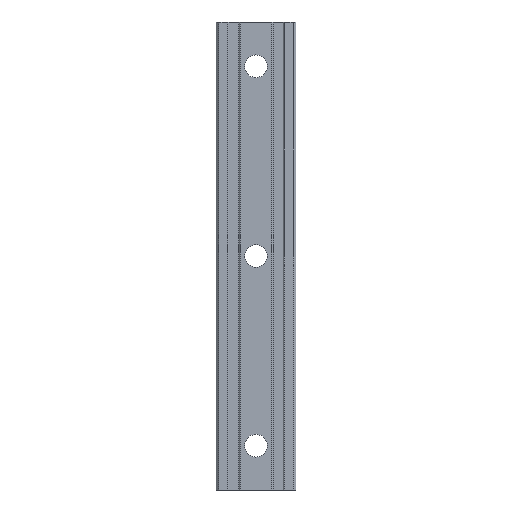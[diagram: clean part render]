
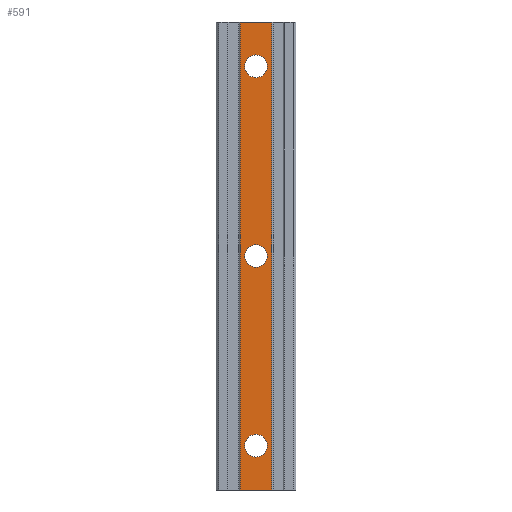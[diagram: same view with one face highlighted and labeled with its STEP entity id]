
A CAD part, front view. The second image highlights one B-rep face of the part: STEP entity #591.
In plain terms, the highlighted planar face has unit normal (0, -1, 0).
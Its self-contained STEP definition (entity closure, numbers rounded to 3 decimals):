
#170 = VERTEX_POINT ( 'NONE', #826 ) ;
#171 = EDGE_CURVE ( 'NONE', #170, #219, #825, .T. ) ;
#178 = VERTEX_POINT ( 'NONE', #884 ) ;
#202 = EDGE_CURVE ( 'NONE', #203, #495, #892, .T. ) ;
#203 = VERTEX_POINT ( 'NONE', #1034 ) ;
#219 = VERTEX_POINT ( 'NONE', #988 ) ;
#303 = VERTEX_POINT ( 'NONE', #1104 ) ;
#305 = EDGE_CURVE ( 'NONE', #306, #303, #1100, .T. ) ;
#306 = VERTEX_POINT ( 'NONE', #1102 ) ;
#344 = EDGE_CURVE ( 'NONE', #570, #178, #1189, .T. ) ;
#355 = EDGE_CURVE ( 'NONE', #495, #203, #1226, .T. ) ;
#367 = EDGE_CURVE ( 'NONE', #368, #369, #1218, .T. ) ;
#368 = VERTEX_POINT ( 'NONE', #1209 ) ;
#369 = VERTEX_POINT ( 'NONE', #1208 ) ;
#428 = EDGE_LOOP ( 'NONE', ( #429, #430 ) ) ;
#429 = ORIENTED_EDGE ( 'NONE', *, *, #355, .T. ) ;
#430 = ORIENTED_EDGE ( 'NONE', *, *, #202, .T. ) ;
#431 = EDGE_LOOP ( 'NONE', ( #432, #433, #435, #608 ) ) ;
#432 = ORIENTED_EDGE ( 'NONE', *, *, #305, .T. ) ;
#433 = ORIENTED_EDGE ( 'NONE', *, *, #434, .T. ) ;
#434 = EDGE_CURVE ( 'NONE', #303, #368, #1488, .T. ) ;
#435 = ORIENTED_EDGE ( 'NONE', *, *, #367, .T. ) ;
#458 = ORIENTED_EDGE ( 'NONE', *, *, #344, .T. ) ;
#459 = ORIENTED_EDGE ( 'NONE', *, *, #569, .T. ) ;
#495 = VERTEX_POINT ( 'NONE', #1773 ) ;
#530 = EDGE_CURVE ( 'NONE', #219, #170, #1802, .T. ) ;
#569 = EDGE_CURVE ( 'NONE', #178, #570, #1723, .T. ) ;
#570 = VERTEX_POINT ( 'NONE', #1718 ) ;
#591 = ADVANCED_FACE ( 'NONE', ( #1684, #1683, #1682, #1681 ), #1841, .T. ) ;
#592 = EDGE_LOOP ( 'NONE', ( #593, #594 ) ) ;
#593 = ORIENTED_EDGE ( 'NONE', *, *, #530, .T. ) ;
#594 = ORIENTED_EDGE ( 'NONE', *, *, #171, .T. ) ;
#595 = EDGE_LOOP ( 'NONE', ( #458, #459 ) ) ;
#608 = ORIENTED_EDGE ( 'NONE', *, *, #609, .F. ) ;
#609 = EDGE_CURVE ( 'NONE', #306, #369, #1467, .T. ) ;
#821 = DIRECTION ( 'NONE',  ( 0., 0., 1. ) ) ;
#822 = DIRECTION ( 'NONE',  ( 0., 1., 0. ) ) ;
#823 = CARTESIAN_POINT ( 'NONE',  ( 0., -53., -150. ) ) ;
#824 = AXIS2_PLACEMENT_3D ( 'NONE', #823, #822, #821 ) ;
#825 = CIRCLE ( 'NONE', #824, 9. ) ;
#826 = CARTESIAN_POINT ( 'NONE',  ( 0., -53., -159. ) ) ;
#884 = CARTESIAN_POINT ( 'NONE',  ( 0., -53., 141. ) ) ;
#887 = CARTESIAN_POINT ( 'NONE',  ( 0., -53., 0. ) ) ;
#888 = AXIS2_PLACEMENT_3D ( 'NONE', #887, #1036, #1035 ) ;
#892 = CIRCLE ( 'NONE', #888, 9. ) ;
#988 = CARTESIAN_POINT ( 'NONE',  ( 0., -53., -141. ) ) ;
#1034 = CARTESIAN_POINT ( 'NONE',  ( 0., -53., -9. ) ) ;
#1035 = DIRECTION ( 'NONE',  ( 0., 0., 1. ) ) ;
#1036 = DIRECTION ( 'NONE',  ( 0., 1., 0. ) ) ;
#1099 = CARTESIAN_POINT ( 'NONE',  ( -12.5, -53., -185. ) ) ;
#1100 = LINE ( 'NONE', #1099, #1103 ) ;
#1101 = DIRECTION ( 'NONE',  ( 0., 0., -1. ) ) ;
#1102 = CARTESIAN_POINT ( 'NONE',  ( -12.5, -53., 185. ) ) ;
#1103 = VECTOR ( 'NONE', #1101, 1000. ) ;
#1104 = CARTESIAN_POINT ( 'NONE',  ( -12.5, -53., -185. ) ) ;
#1181 = CARTESIAN_POINT ( 'NONE',  ( 0., -53., 150. ) ) ;
#1189 = CIRCLE ( 'NONE', #1204, 9. ) ;
#1202 = DIRECTION ( 'NONE',  ( 0., 1., 0. ) ) ;
#1203 = DIRECTION ( 'NONE',  ( 0., 0., 1. ) ) ;
#1204 = AXIS2_PLACEMENT_3D ( 'NONE', #1181, #1202, #1203 ) ;
#1208 = CARTESIAN_POINT ( 'NONE',  ( 12.5, -53., 185. ) ) ;
#1209 = CARTESIAN_POINT ( 'NONE',  ( 12.5, -53., -185. ) ) ;
#1210 = DIRECTION ( 'NONE',  ( 0., 0., 1. ) ) ;
#1211 = VECTOR ( 'NONE', #1210, 1000. ) ;
#1212 = CARTESIAN_POINT ( 'NONE',  ( 12.5, -53., -185. ) ) ;
#1218 = LINE ( 'NONE', #1212, #1211 ) ;
#1219 = DIRECTION ( 'NONE',  ( 0., 0., 1. ) ) ;
#1220 = DIRECTION ( 'NONE',  ( 0., 1., 0. ) ) ;
#1221 = CARTESIAN_POINT ( 'NONE',  ( 0., -53., 0. ) ) ;
#1222 = AXIS2_PLACEMENT_3D ( 'NONE', #1221, #1220, #1219 ) ;
#1226 = CIRCLE ( 'NONE', #1222, 9. ) ;
#1454 = DIRECTION ( 'NONE',  ( 1., 0., 0. ) ) ;
#1455 = VECTOR ( 'NONE', #1454, 1000. ) ;
#1456 = CARTESIAN_POINT ( 'NONE',  ( 0., -53., 185. ) ) ;
#1467 = LINE ( 'NONE', #1456, #1455 ) ;
#1485 = DIRECTION ( 'NONE',  ( 1., 0., 0. ) ) ;
#1486 = VECTOR ( 'NONE', #1485, 1000. ) ;
#1487 = CARTESIAN_POINT ( 'NONE',  ( 0., -53., -185. ) ) ;
#1488 = LINE ( 'NONE', #1487, #1486 ) ;
#1681 = FACE_OUTER_BOUND ( 'NONE', #431, .T. ) ;
#1682 = FACE_BOUND ( 'NONE', #428, .T. ) ;
#1683 = FACE_BOUND ( 'NONE', #595, .T. ) ;
#1684 = FACE_BOUND ( 'NONE', #592, .T. ) ;
#1718 = CARTESIAN_POINT ( 'NONE',  ( 0., -53., 159. ) ) ;
#1719 = DIRECTION ( 'NONE',  ( 0., 0., 1. ) ) ;
#1720 = DIRECTION ( 'NONE',  ( 0., 1., 0. ) ) ;
#1721 = CARTESIAN_POINT ( 'NONE',  ( 0., -53., 150. ) ) ;
#1722 = AXIS2_PLACEMENT_3D ( 'NONE', #1721, #1720, #1719 ) ;
#1723 = CIRCLE ( 'NONE', #1722, 9. ) ;
#1773 = CARTESIAN_POINT ( 'NONE',  ( 0., -53., 9. ) ) ;
#1798 = DIRECTION ( 'NONE',  ( 0., 0., 1. ) ) ;
#1799 = DIRECTION ( 'NONE',  ( 0., 1., 0. ) ) ;
#1800 = CARTESIAN_POINT ( 'NONE',  ( 0., -53., -150. ) ) ;
#1801 = AXIS2_PLACEMENT_3D ( 'NONE', #1800, #1799, #1798 ) ;
#1802 = CIRCLE ( 'NONE', #1801, 9. ) ;
#1837 = DIRECTION ( 'NONE',  ( 0., 0., -1. ) ) ;
#1838 = DIRECTION ( 'NONE',  ( 0., -1., 0. ) ) ;
#1839 = CARTESIAN_POINT ( 'NONE',  ( -12.5, -53., -185. ) ) ;
#1840 = AXIS2_PLACEMENT_3D ( 'NONE', #1839, #1838, #1837 ) ;
#1841 = PLANE ( 'NONE',  #1840 ) ;
